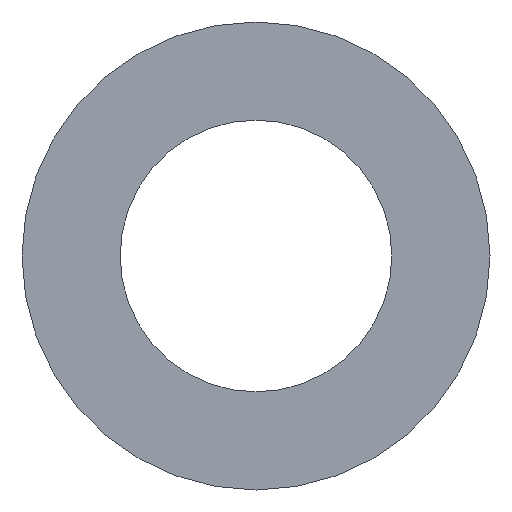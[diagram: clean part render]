
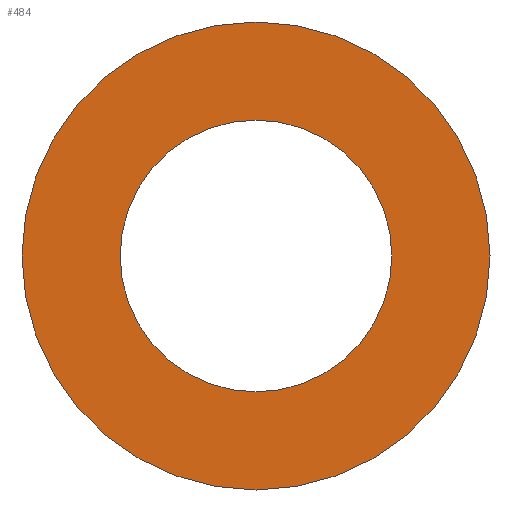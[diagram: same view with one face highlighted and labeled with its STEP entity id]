
A CAD part, front view. The second image highlights one B-rep face of the part: STEP entity #484.
In plain terms, the highlighted planar face has unit normal (0, -1, 0).
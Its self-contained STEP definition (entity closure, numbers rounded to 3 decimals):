
#12 = CARTESIAN_POINT ( 'NONE',  ( 0., 0., 0. ) ) ;
#25 = ORIENTED_EDGE ( 'NONE', *, *, #355, .F. ) ;
#34 = CARTESIAN_POINT ( 'NONE',  ( 0., 0., -14.809 ) ) ;
#42 = ORIENTED_EDGE ( 'NONE', *, *, #127, .F. ) ;
#82 = EDGE_LOOP ( 'NONE', ( #25, #149 ) ) ;
#88 = EDGE_LOOP ( 'NONE', ( #463, #42 ) ) ;
#104 = DIRECTION ( 'NONE',  ( 0., 0., 1. ) ) ;
#111 = AXIS2_PLACEMENT_3D ( 'NONE', #296, #525, #404 ) ;
#127 = EDGE_CURVE ( 'NONE', #629, #670, #682, .T. ) ;
#149 = ORIENTED_EDGE ( 'NONE', *, *, #690, .F. ) ;
#164 = CARTESIAN_POINT ( 'NONE',  ( 0., 0., 0. ) ) ;
#176 = CARTESIAN_POINT ( 'NONE',  ( 0., 0., 25.5 ) ) ;
#177 = CARTESIAN_POINT ( 'NONE',  ( 0., 0., 14.809 ) ) ;
#199 = EDGE_CURVE ( 'NONE', #670, #629, #648, .T. ) ;
#204 = FACE_OUTER_BOUND ( 'NONE', #88, .T. ) ;
#221 = DIRECTION ( 'NONE',  ( 0., 0., 1. ) ) ;
#234 = CIRCLE ( 'NONE', #111, 14.809 ) ;
#294 = DIRECTION ( 'NONE',  ( 0., -1., 0. ) ) ;
#296 = CARTESIAN_POINT ( 'NONE',  ( 0., 0., 0. ) ) ;
#305 = AXIS2_PLACEMENT_3D ( 'NONE', #12, #294, #417 ) ;
#311 = VERTEX_POINT ( 'NONE', #177 ) ;
#355 = EDGE_CURVE ( 'NONE', #419, #311, #234, .T. ) ;
#391 = DIRECTION ( 'NONE',  ( 0., 1., 0. ) ) ;
#395 = CARTESIAN_POINT ( 'NONE',  ( 0., 0., 0. ) ) ;
#404 = DIRECTION ( 'NONE',  ( 0., 0., -1. ) ) ;
#415 = DIRECTION ( 'NONE',  ( 0., 0., 1. ) ) ;
#417 = DIRECTION ( 'NONE',  ( 0., 0., -1. ) ) ;
#419 = VERTEX_POINT ( 'NONE', #34 ) ;
#422 = AXIS2_PLACEMENT_3D ( 'NONE', #164, #391, #415 ) ;
#435 = CARTESIAN_POINT ( 'NONE',  ( 0., 0., -25.5 ) ) ;
#438 = DIRECTION ( 'NONE',  ( 0., 1., 0. ) ) ;
#440 = AXIS2_PLACEMENT_3D ( 'NONE', #565, #575, #221 ) ;
#463 = ORIENTED_EDGE ( 'NONE', *, *, #199, .F. ) ;
#484 = ADVANCED_FACE ( 'NONE', ( #605, #204 ), #493, .F. ) ;
#493 = PLANE ( 'NONE',  #683 ) ;
#525 = DIRECTION ( 'NONE',  ( 0., -1., 0. ) ) ;
#565 = CARTESIAN_POINT ( 'NONE',  ( 0., 0., 0. ) ) ;
#575 = DIRECTION ( 'NONE',  ( 0., 1., 0. ) ) ;
#605 = FACE_BOUND ( 'NONE', #82, .T. ) ;
#629 = VERTEX_POINT ( 'NONE', #176 ) ;
#634 = CIRCLE ( 'NONE', #305, 14.809 ) ;
#648 = CIRCLE ( 'NONE', #422, 25.5 ) ;
#670 = VERTEX_POINT ( 'NONE', #435 ) ;
#682 = CIRCLE ( 'NONE', #440, 25.5 ) ;
#683 = AXIS2_PLACEMENT_3D ( 'NONE', #395, #438, #104 ) ;
#690 = EDGE_CURVE ( 'NONE', #311, #419, #634, .T. ) ;
